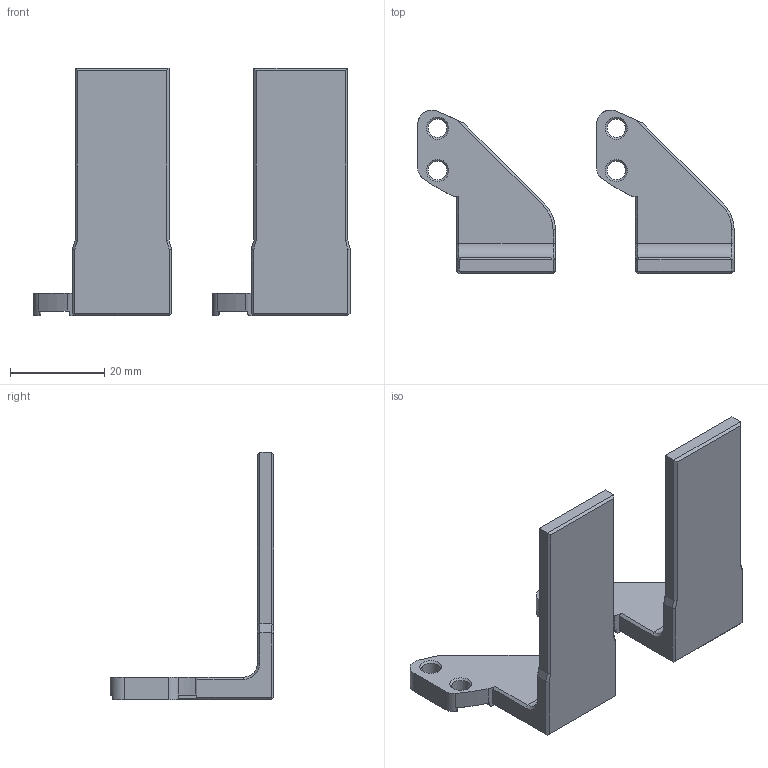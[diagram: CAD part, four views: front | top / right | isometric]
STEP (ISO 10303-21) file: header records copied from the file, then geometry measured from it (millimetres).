
FILE_DESCRIPTION(('HOOPS Exchange Step'),'2;1');
FILE_NAME('temp_export','2024-07-08T12:08:40-04:00',('mobile'),('Shapr3D Limited'),'HOOPS Exchange 2024.2','Shapr3D','Authorized');
FILE_SCHEMA( ('AUTOMOTIVE_DESIGN { 1 0 10303 214 1 1 1 1 }') );
Length unit declared in the file: millimetre
Products named in the file (3): D-A03-ASM_DOIGTS_PARALLELES-1^ROBOTIQ_HAND-E_DEFEATURE; ROBOTIQ_HAND-E_DEFEATURE_20181026.STEP; root
Assembly tree (2 placements, depth 3):
  root
    ROBOTIQ_HAND-E_DEFEATURE_20181026.STEP
      D-A03-ASM_DOIGTS_PARALLELES-1^ROBOTIQ_HAND-E_DEFEATURE
Bounding box: 67.24 x 34.83 x 52.6 mm (x, y, z)
Volume: 12240.5 mm3; surface area: 7863.8 mm2
Topology: 2 solids, 2 shells, 120 faces, 316 edges, 200 vertices
Faces by surface type: plane 86, cylinder 22, cone 12
Full cylindrical faces by diameter (mm): 3.9 x4
Entity records: 3800 total; most frequent: CARTESIAN_POINT 693, DIRECTION 634, ORIENTED_EDGE 632, EDGE_CURVE 316, VECTOR 232, LINE 232, AXIS2_PLACEMENT_3D 201, VERTEX_POINT 200
